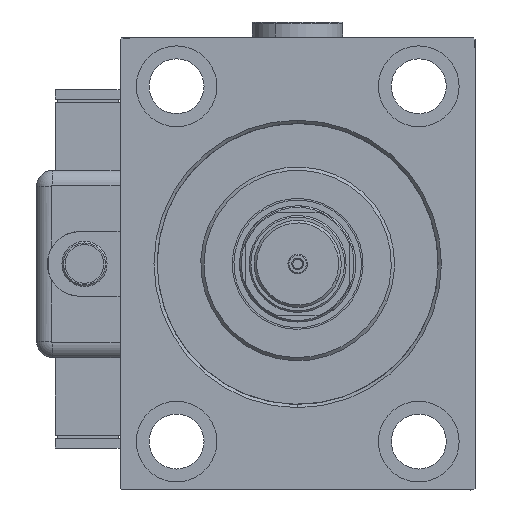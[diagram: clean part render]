
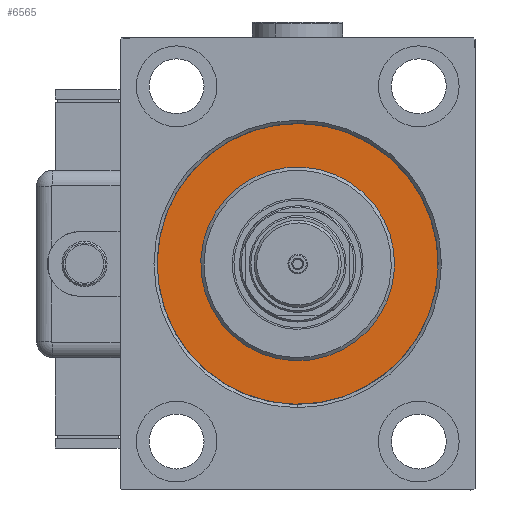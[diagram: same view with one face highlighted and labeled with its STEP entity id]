
A CAD part, left-side view. The second image highlights one B-rep face of the part: STEP entity #6565.
In plain terms, the highlighted face is planar.
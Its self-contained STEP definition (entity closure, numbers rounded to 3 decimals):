
#3309 = CARTESIAN_POINT ( 'NONE',  ( 0., 0., 0. ) ) ;
#3795 = ORIENTED_EDGE ( 'NONE', *, *, #55617, .F. ) ;
#4542 = FACE_OUTER_BOUND ( 'NONE', #57356, .T. ) ;
#6565 = ADVANCED_FACE ( 'NONE', ( #19037, #4542 ), #9274, .F. ) ;
#7043 = CIRCLE ( 'NONE', #57418, 43.5 ) ;
#9274 = PLANE ( 'NONE',  #47688 ) ;
#11725 = CARTESIAN_POINT ( 'NONE',  ( 0., 0., 0. ) ) ;
#12265 = ORIENTED_EDGE ( 'NONE', *, *, #60598, .F. ) ;
#14045 = AXIS2_PLACEMENT_3D ( 'NONE', #26115, #60193, #16979 ) ;
#14682 = AXIS2_PLACEMENT_3D ( 'NONE', #61757, #51061, #31785 ) ;
#15522 = CARTESIAN_POINT ( 'NONE',  ( 0., 0., 0. ) ) ;
#16463 = DIRECTION ( 'NONE',  ( 0., 0., -1. ) ) ;
#16979 = DIRECTION ( 'NONE',  ( 0., 0., 1. ) ) ;
#19037 = FACE_BOUND ( 'NONE', #50166, .T. ) ;
#22155 = VERTEX_POINT ( 'NONE', #39170 ) ;
#23451 = DIRECTION ( 'NONE',  ( 0., 0., 1. ) ) ;
#24981 = DIRECTION ( 'NONE',  ( -1., 0., 0. ) ) ;
#26115 = CARTESIAN_POINT ( 'NONE',  ( 0., 0., 0. ) ) ;
#31785 = DIRECTION ( 'NONE',  ( 0., 0., -1. ) ) ;
#36182 = CIRCLE ( 'NONE', #14045, 43.5 ) ;
#36485 = VERTEX_POINT ( 'NONE', #44230 ) ;
#37205 = ORIENTED_EDGE ( 'NONE', *, *, #39703, .F. ) ;
#39170 = CARTESIAN_POINT ( 'NONE',  ( 0., 0., 43.5 ) ) ;
#39703 = EDGE_CURVE ( 'NONE', #50023, #36485, #51921, .T. ) ;
#43043 = CIRCLE ( 'NONE', #53140, 30. ) ;
#43601 = DIRECTION ( 'NONE',  ( 0., 0., 1. ) ) ;
#44230 = CARTESIAN_POINT ( 'NONE',  ( 0., 0., -30. ) ) ;
#47128 = DIRECTION ( 'NONE',  ( -1., 0., 0. ) ) ;
#47559 = ORIENTED_EDGE ( 'NONE', *, *, #59956, .F. ) ;
#47688 = AXIS2_PLACEMENT_3D ( 'NONE', #3309, #47128, #23451 ) ;
#49157 = CARTESIAN_POINT ( 'NONE',  ( 0., 0., -43.5 ) ) ;
#50023 = VERTEX_POINT ( 'NONE', #52045 ) ;
#50166 = EDGE_LOOP ( 'NONE', ( #37205, #3795 ) ) ;
#51061 = DIRECTION ( 'NONE',  ( 1., 0., 0. ) ) ;
#51921 = CIRCLE ( 'NONE', #14682, 30. ) ;
#52045 = CARTESIAN_POINT ( 'NONE',  ( 0., 0., 30. ) ) ;
#53140 = AXIS2_PLACEMENT_3D ( 'NONE', #11725, #59675, #16463 ) ;
#53634 = VERTEX_POINT ( 'NONE', #49157 ) ;
#55617 = EDGE_CURVE ( 'NONE', #36485, #50023, #43043, .T. ) ;
#57356 = EDGE_LOOP ( 'NONE', ( #12265, #47559 ) ) ;
#57418 = AXIS2_PLACEMENT_3D ( 'NONE', #15522, #24981, #43601 ) ;
#59675 = DIRECTION ( 'NONE',  ( 1., 0., 0. ) ) ;
#59956 = EDGE_CURVE ( 'NONE', #22155, #53634, #36182, .T. ) ;
#60193 = DIRECTION ( 'NONE',  ( -1., 0., 0. ) ) ;
#60598 = EDGE_CURVE ( 'NONE', #53634, #22155, #7043, .T. ) ;
#61757 = CARTESIAN_POINT ( 'NONE',  ( 0., 0., 0. ) ) ;
